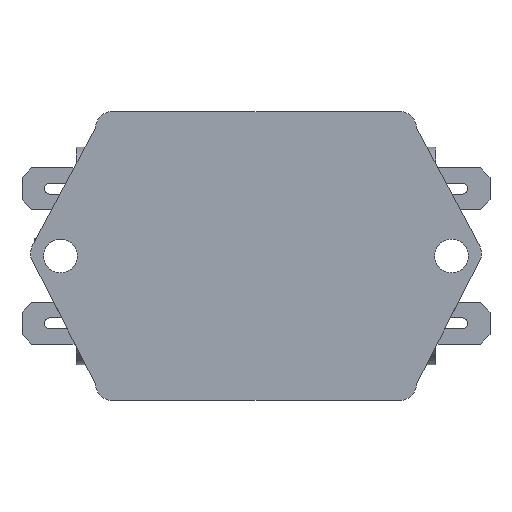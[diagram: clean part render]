
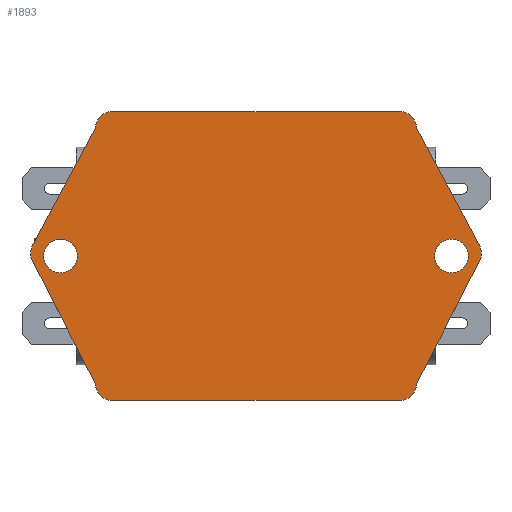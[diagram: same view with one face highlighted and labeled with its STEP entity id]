
A CAD part, front view. The second image highlights one B-rep face of the part: STEP entity #1893.
In plain terms, the highlighted planar face has unit normal (0, -1, 0).
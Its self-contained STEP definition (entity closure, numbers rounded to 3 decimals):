
#29 = VERTEX_POINT ( 'NONE', #1345 ) ;
#36 = DIRECTION ( 'NONE',  ( 0., -1., 0. ) ) ;
#82 = LINE ( 'NONE', #3914, #3395 ) ;
#85 = CIRCLE ( 'NONE', #100, 2.5 ) ;
#100 = AXIS2_PLACEMENT_3D ( 'NONE', #2975, #1047, #3293 ) ;
#132 = EDGE_CURVE ( 'NONE', #2046, #1915, #3737, .T. ) ;
#165 = ORIENTED_EDGE ( 'NONE', *, *, #786, .T. ) ;
#179 = CARTESIAN_POINT ( 'NONE',  ( 22.5, 0., 22.5 ) ) ;
#188 = CIRCLE ( 'NONE', #2462, 2.65 ) ;
#189 = CARTESIAN_POINT ( 'NONE',  ( -22.5, 0., -22.5 ) ) ;
#212 = CARTESIAN_POINT ( 'NONE',  ( -22.5, 0., 20. ) ) ;
#268 = VECTOR ( 'NONE', #3535, 1000. ) ;
#331 = ORIENTED_EDGE ( 'NONE', *, *, #2936, .F. ) ;
#346 = DIRECTION ( 'NONE',  ( 0., -1., 0. ) ) ;
#352 = VERTEX_POINT ( 'NONE', #4067 ) ;
#362 = CIRCLE ( 'NONE', #1643, 2.5 ) ;
#448 = AXIS2_PLACEMENT_3D ( 'NONE', #2278, #346, #2591 ) ;
#520 = CARTESIAN_POINT ( 'NONE',  ( 32.676, 0., 0.407 ) ) ;
#535 = DIRECTION ( 'NONE',  ( 0., 0., -1. ) ) ;
#588 = EDGE_CURVE ( 'NONE', #352, #978, #1944, .T. ) ;
#591 = CARTESIAN_POINT ( 'NONE',  ( 30.5, 0., 0. ) ) ;
#612 = CARTESIAN_POINT ( 'NONE',  ( -27.908, 0., -14.342 ) ) ;
#624 = CARTESIAN_POINT ( 'NONE',  ( 30.5, 0., -2.65 ) ) ;
#688 = VERTEX_POINT ( 'NONE', #2419 ) ;
#786 = EDGE_CURVE ( 'NONE', #29, #352, #1095, .T. ) ;
#832 = DIRECTION ( 'NONE',  ( 0., 0., -1. ) ) ;
#835 = EDGE_CURVE ( 'NONE', #2082, #3486, #1296, .T. ) ;
#857 = AXIS2_PLACEMENT_3D ( 'NONE', #884, #3129, #1193 ) ;
#884 = CARTESIAN_POINT ( 'NONE',  ( 22.5, 0., -20. ) ) ;
#891 = PLANE ( 'NONE',  #1322 ) ;
#899 = DIRECTION ( 'NONE',  ( 0., 0., -1. ) ) ;
#917 = CARTESIAN_POINT ( 'NONE',  ( -30.5, 0., 0. ) ) ;
#927 = VERTEX_POINT ( 'NONE', #2421 ) ;
#930 = ORIENTED_EDGE ( 'NONE', *, *, #132, .T. ) ;
#953 = FACE_OUTER_BOUND ( 'NONE', #1398, .T. ) ;
#978 = VERTEX_POINT ( 'NONE', #179 ) ;
#990 = CIRCLE ( 'NONE', #3177, 2.65 ) ;
#1001 = EDGE_CURVE ( 'NONE', #3680, #29, #3625, .T. ) ;
#1024 = VERTEX_POINT ( 'NONE', #189 ) ;
#1047 = DIRECTION ( 'NONE',  ( 0., -1., 0. ) ) ;
#1058 = ORIENTED_EDGE ( 'NONE', *, *, #2315, .T. ) ;
#1074 = ORIENTED_EDGE ( 'NONE', *, *, #3154, .F. ) ;
#1095 = LINE ( 'NONE', #1878, #1988 ) ;
#1120 = CARTESIAN_POINT ( 'NONE',  ( 22.5, 0., -22.5 ) ) ;
#1162 = CARTESIAN_POINT ( 'NONE',  ( -30.5, 0., -2.65 ) ) ;
#1193 = DIRECTION ( 'NONE',  ( 0., 0., -1. ) ) ;
#1197 = DIRECTION ( 'NONE',  ( -0.473, 0., 0.881 ) ) ;
#1209 = EDGE_CURVE ( 'NONE', #927, #3680, #1984, .T. ) ;
#1229 = DIRECTION ( 'NONE',  ( 0., 0., -1. ) ) ;
#1264 = ORIENTED_EDGE ( 'NONE', *, *, #2086, .T. ) ;
#1296 = CIRCLE ( 'NONE', #3457, 2.65 ) ;
#1322 = AXIS2_PLACEMENT_3D ( 'NONE', #1531, #3796, #1880 ) ;
#1333 = EDGE_CURVE ( 'NONE', #978, #2046, #4012, .T. ) ;
#1345 = CARTESIAN_POINT ( 'NONE',  ( 34.879, 0., 1.589 ) ) ;
#1371 = CARTESIAN_POINT ( 'NONE',  ( -30.5, 0., 0. ) ) ;
#1375 = ORIENTED_EDGE ( 'NONE', *, *, #588, .T. ) ;
#1382 = AXIS2_PLACEMENT_3D ( 'NONE', #212, #2465, #535 ) ;
#1398 = EDGE_LOOP ( 'NONE', ( #2725, #1058, #1264, #1456, #3428, #3837, #3028, #2500, #165, #1375, #3539, #930 ) ) ;
#1405 = EDGE_CURVE ( 'NONE', #2399, #927, #3623, .T. ) ;
#1421 = CARTESIAN_POINT ( 'NONE',  ( 25., 0., 22.5 ) ) ;
#1430 = VECTOR ( 'NONE', #2104, 1000. ) ;
#1456 = ORIENTED_EDGE ( 'NONE', *, *, #1654, .T. ) ;
#1482 = CARTESIAN_POINT ( 'NONE',  ( 25., 0., -20. ) ) ;
#1531 = CARTESIAN_POINT ( 'NONE',  ( 0., 0., 0. ) ) ;
#1643 = AXIS2_PLACEMENT_3D ( 'NONE', #3702, #1785, #4016 ) ;
#1654 = EDGE_CURVE ( 'NONE', #2143, #1024, #362, .T. ) ;
#1730 = DIRECTION ( 'NONE',  ( 0., 0., -1. ) ) ;
#1737 = ORIENTED_EDGE ( 'NONE', *, *, #835, .F. ) ;
#1759 = VECTOR ( 'NONE', #1920, 1000. ) ;
#1785 = DIRECTION ( 'NONE',  ( 0., -1., 0. ) ) ;
#1819 = EDGE_CURVE ( 'NONE', #2672, #3636, #2119, .T. ) ;
#1878 = CARTESIAN_POINT ( 'NONE',  ( 27.744, 0., 14.887 ) ) ;
#1880 = DIRECTION ( 'NONE',  ( 0., 0., -1. ) ) ;
#1893 = ADVANCED_FACE ( 'NONE', ( #2657, #2575, #953 ), #891, .T. ) ;
#1915 = VERTEX_POINT ( 'NONE', #2521 ) ;
#1920 = DIRECTION ( 'NONE',  ( 0.457, 0., -0.889 ) ) ;
#1944 = CIRCLE ( 'NONE', #448, 2.5 ) ;
#1953 = EDGE_LOOP ( 'NONE', ( #1074, #1737 ) ) ;
#1984 = LINE ( 'NONE', #1482, #268 ) ;
#1988 = VECTOR ( 'NONE', #1197, 1000. ) ;
#1991 = CARTESIAN_POINT ( 'NONE',  ( 30.5, 0., 0. ) ) ;
#2046 = VERTEX_POINT ( 'NONE', #2831 ) ;
#2082 = VERTEX_POINT ( 'NONE', #2847 ) ;
#2085 = VERTEX_POINT ( 'NONE', #2540 ) ;
#2086 = EDGE_CURVE ( 'NONE', #2085, #2143, #3567, .T. ) ;
#2104 = DIRECTION ( 'NONE',  ( -1., 0., 0. ) ) ;
#2119 = CIRCLE ( 'NONE', #2923, 2.65 ) ;
#2143 = VERTEX_POINT ( 'NONE', #2859 ) ;
#2165 = CARTESIAN_POINT ( 'NONE',  ( -25., 0., -22.5 ) ) ;
#2166 = VECTOR ( 'NONE', #3416, 1000. ) ;
#2278 = CARTESIAN_POINT ( 'NONE',  ( 22.5, 0., 20. ) ) ;
#2312 = DIRECTION ( 'NONE',  ( 0., 0., -1. ) ) ;
#2315 = EDGE_CURVE ( 'NONE', #688, #2085, #85, .T. ) ;
#2334 = DIRECTION ( 'NONE',  ( -0.473, 0., -0.881 ) ) ;
#2399 = VERTEX_POINT ( 'NONE', #1120 ) ;
#2419 = CARTESIAN_POINT ( 'NONE',  ( -34.879, 0., 1.589 ) ) ;
#2421 = CARTESIAN_POINT ( 'NONE',  ( 25., 0., -20. ) ) ;
#2462 = AXIS2_PLACEMENT_3D ( 'NONE', #1371, #3648, #1730 ) ;
#2465 = DIRECTION ( 'NONE',  ( 0., -1., 0. ) ) ;
#2500 = ORIENTED_EDGE ( 'NONE', *, *, #1001, .T. ) ;
#2521 = CARTESIAN_POINT ( 'NONE',  ( -25., 0., 20. ) ) ;
#2540 = CARTESIAN_POINT ( 'NONE',  ( -34.9, 0., -0.736 ) ) ;
#2575 = FACE_BOUND ( 'NONE', #2762, .T. ) ;
#2591 = DIRECTION ( 'NONE',  ( 0., 0., -1. ) ) ;
#2657 = FACE_BOUND ( 'NONE', #1953, .T. ) ;
#2672 = VERTEX_POINT ( 'NONE', #3899 ) ;
#2716 = EDGE_CURVE ( 'NONE', #1915, #688, #82, .T. ) ;
#2725 = ORIENTED_EDGE ( 'NONE', *, *, #2716, .T. ) ;
#2756 = DIRECTION ( 'NONE',  ( 0., -1., 0. ) ) ;
#2762 = EDGE_LOOP ( 'NONE', ( #331, #3761 ) ) ;
#2821 = DIRECTION ( 'NONE',  ( 0., -1., 0. ) ) ;
#2831 = CARTESIAN_POINT ( 'NONE',  ( -22.5, 0., 22.5 ) ) ;
#2847 = CARTESIAN_POINT ( 'NONE',  ( -30.5, 0., 2.65 ) ) ;
#2859 = CARTESIAN_POINT ( 'NONE',  ( -25., 0., -20. ) ) ;
#2862 = EDGE_CURVE ( 'NONE', #1024, #2399, #3766, .T. ) ;
#2923 = AXIS2_PLACEMENT_3D ( 'NONE', #1991, #36, #2312 ) ;
#2936 = EDGE_CURVE ( 'NONE', #3636, #2672, #990, .T. ) ;
#2975 = CARTESIAN_POINT ( 'NONE',  ( -32.676, 0., 0.407 ) ) ;
#3028 = ORIENTED_EDGE ( 'NONE', *, *, #1209, .T. ) ;
#3129 = DIRECTION ( 'NONE',  ( 0., -1., 0. ) ) ;
#3154 = EDGE_CURVE ( 'NONE', #3486, #2082, #188, .T. ) ;
#3161 = DIRECTION ( 'NONE',  ( 0., -1., 0. ) ) ;
#3177 = AXIS2_PLACEMENT_3D ( 'NONE', #591, #2821, #899 ) ;
#3293 = DIRECTION ( 'NONE',  ( 0., 0., -1. ) ) ;
#3395 = VECTOR ( 'NONE', #2334, 1000. ) ;
#3416 = DIRECTION ( 'NONE',  ( 1., 0., 0. ) ) ;
#3420 = CARTESIAN_POINT ( 'NONE',  ( 34.9, 0., -0.736 ) ) ;
#3428 = ORIENTED_EDGE ( 'NONE', *, *, #2862, .T. ) ;
#3457 = AXIS2_PLACEMENT_3D ( 'NONE', #917, #3161, #1229 ) ;
#3486 = VERTEX_POINT ( 'NONE', #1162 ) ;
#3535 = DIRECTION ( 'NONE',  ( 0.457, 0., 0.889 ) ) ;
#3539 = ORIENTED_EDGE ( 'NONE', *, *, #1333, .T. ) ;
#3567 = LINE ( 'NONE', #612, #1759 ) ;
#3623 = CIRCLE ( 'NONE', #857, 2.5 ) ;
#3625 = CIRCLE ( 'NONE', #3830, 2.5 ) ;
#3636 = VERTEX_POINT ( 'NONE', #624 ) ;
#3648 = DIRECTION ( 'NONE',  ( 0., -1., 0. ) ) ;
#3680 = VERTEX_POINT ( 'NONE', #3420 ) ;
#3702 = CARTESIAN_POINT ( 'NONE',  ( -22.5, 0., -20. ) ) ;
#3737 = CIRCLE ( 'NONE', #1382, 2.5 ) ;
#3761 = ORIENTED_EDGE ( 'NONE', *, *, #1819, .F. ) ;
#3766 = LINE ( 'NONE', #2165, #2166 ) ;
#3796 = DIRECTION ( 'NONE',  ( 0., -1., 0. ) ) ;
#3830 = AXIS2_PLACEMENT_3D ( 'NONE', #520, #2756, #832 ) ;
#3837 = ORIENTED_EDGE ( 'NONE', *, *, #1405, .T. ) ;
#3899 = CARTESIAN_POINT ( 'NONE',  ( 30.5, 0., 2.65 ) ) ;
#3914 = CARTESIAN_POINT ( 'NONE',  ( -25., 0., 20. ) ) ;
#4012 = LINE ( 'NONE', #1421, #1430 ) ;
#4016 = DIRECTION ( 'NONE',  ( 0., 0., -1. ) ) ;
#4067 = CARTESIAN_POINT ( 'NONE',  ( 25., 0., 20. ) ) ;
